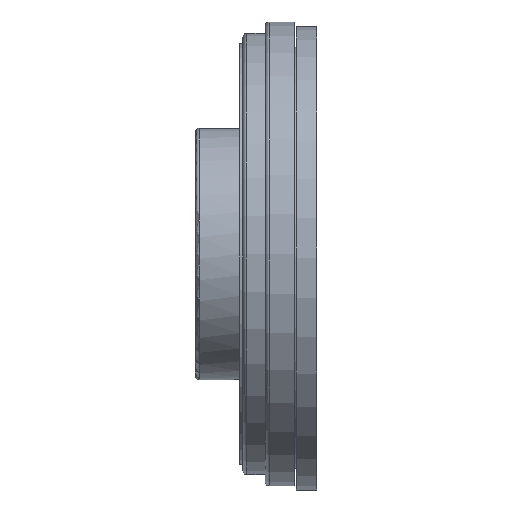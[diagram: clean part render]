
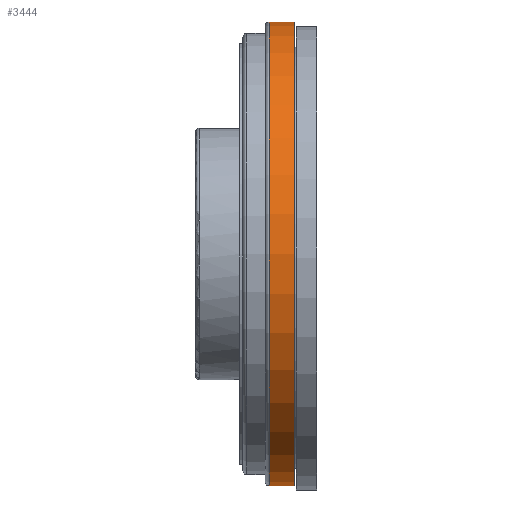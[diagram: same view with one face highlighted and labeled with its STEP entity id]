
A CAD part, left-side view. The second image highlights one B-rep face of the part: STEP entity #3444.
In plain terms, the highlighted cylindrical face has radius 11.5 mm (diameter 23 mm), a full revolution.
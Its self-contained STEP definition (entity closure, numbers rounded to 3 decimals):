
#23 = EDGE_LOOP ( 'NONE', ( #2720 ) ) ;
#26 = EDGE_LOOP ( 'NONE', ( #1291 ) ) ;
#146 = CARTESIAN_POINT ( 'NONE',  ( 10.5, -4.9, 111.044 ) ) ;
#178 = AXIS2_PLACEMENT_3D ( 'NONE', #2854, #3190, #2594 ) ;
#316 = CIRCLE ( 'NONE', #441, 11.5 ) ;
#441 = AXIS2_PLACEMENT_3D ( 'NONE', #2729, #3283, #1096 ) ;
#672 = AXIS2_PLACEMENT_3D ( 'NONE', #2510, #2848, #724 ) ;
#715 = CARTESIAN_POINT ( 'NONE',  ( -12.5, -3.65, 111.044 ) ) ;
#724 = DIRECTION ( 'NONE',  ( 1., 0., 0. ) ) ;
#748 = EDGE_CURVE ( 'NONE', #1240, #1240, #3185, .T. ) ;
#793 = FACE_OUTER_BOUND ( 'NONE', #26, .T. ) ;
#1096 = DIRECTION ( 'NONE',  ( -1., 0., 0. ) ) ;
#1240 = VERTEX_POINT ( 'NONE', #146 ) ;
#1291 = ORIENTED_EDGE ( 'NONE', *, *, #2122, .T. ) ;
#2085 = FACE_OUTER_BOUND ( 'NONE', #23, .T. ) ;
#2104 = VERTEX_POINT ( 'NONE', #715 ) ;
#2122 = EDGE_CURVE ( 'NONE', #2104, #2104, #316, .T. ) ;
#2510 = CARTESIAN_POINT ( 'NONE',  ( -1., -4.9, 111.044 ) ) ;
#2594 = DIRECTION ( 'NONE',  ( 1., 0., 0. ) ) ;
#2720 = ORIENTED_EDGE ( 'NONE', *, *, #748, .T. ) ;
#2729 = CARTESIAN_POINT ( 'NONE',  ( -1., -3.65, 111.044 ) ) ;
#2848 = DIRECTION ( 'NONE',  ( 0., 1., 0. ) ) ;
#2854 = CARTESIAN_POINT ( 'NONE',  ( -1., -3.65, 111.044 ) ) ;
#3185 = CIRCLE ( 'NONE', #672, 11.5 ) ;
#3190 = DIRECTION ( 'NONE',  ( 0., -1., 0. ) ) ;
#3283 = DIRECTION ( 'NONE',  ( 0., -1., 0. ) ) ;
#3367 = CYLINDRICAL_SURFACE ( 'NONE', #178, 11.5 ) ;
#3444 = ADVANCED_FACE ( 'NONE', ( #793, #2085 ), #3367, .T. ) ;
